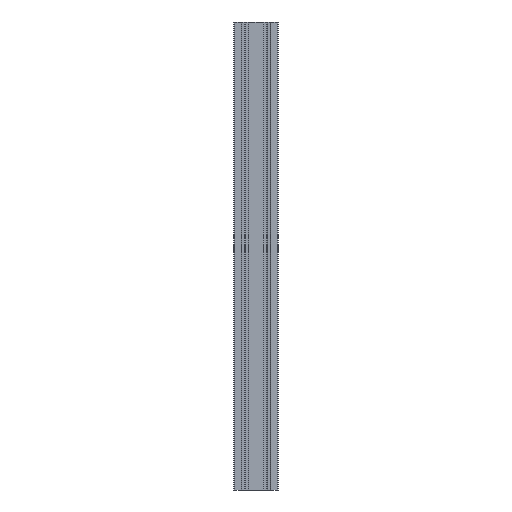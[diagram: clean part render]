
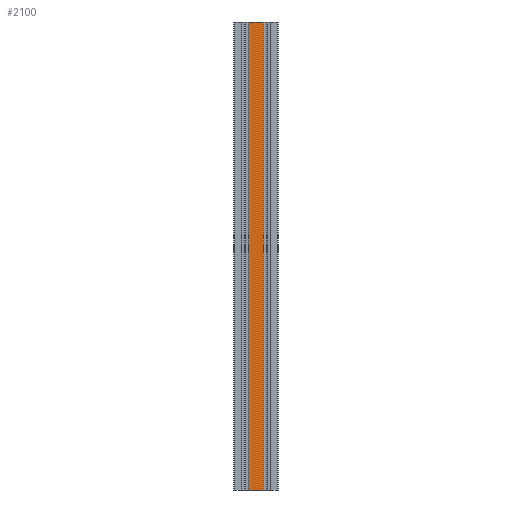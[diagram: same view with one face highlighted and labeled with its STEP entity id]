
A CAD part, left-side view. The second image highlights one B-rep face of the part: STEP entity #2100.
In plain terms, the highlighted planar face has unit normal (-1, 0, 0).
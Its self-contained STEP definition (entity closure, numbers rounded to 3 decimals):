
#7 = VERTEX_POINT ( 'NONE', #2092 ) ;
#387 = CARTESIAN_POINT ( 'NONE',  ( -10., 6.7, -420. ) ) ;
#388 = EDGE_CURVE ( 'NONE', #7, #3514, #2668, .T. ) ;
#396 = DIRECTION ( 'NONE',  ( 0., -1., 0. ) ) ;
#415 = ORIENTED_EDGE ( 'NONE', *, *, #388, .F. ) ;
#514 = ORIENTED_EDGE ( 'NONE', *, *, #3482, .F. ) ;
#694 = DIRECTION ( 'NONE',  ( 0., -1., 0. ) ) ;
#696 = VECTOR ( 'NONE', #694, 1000. ) ;
#721 = DIRECTION ( 'NONE',  ( 0., 0., 1. ) ) ;
#852 = VECTOR ( 'NONE', #2293, 1000. ) ;
#981 = CARTESIAN_POINT ( 'NONE',  ( -10., 6.7, 0. ) ) ;
#1032 = CARTESIAN_POINT ( 'NONE',  ( -10., 6.7, -420. ) ) ;
#1036 = PLANE ( 'NONE',  #1438 ) ;
#1057 = EDGE_LOOP ( 'NONE', ( #415, #514, #2205, #3056 ) ) ;
#1093 = DIRECTION ( 'NONE',  ( 0., 0., 1. ) ) ;
#1247 = VERTEX_POINT ( 'NONE', #4097 ) ;
#1418 = CARTESIAN_POINT ( 'NONE',  ( -10., 6.7, -420. ) ) ;
#1438 = AXIS2_PLACEMENT_3D ( 'NONE', #387, #3640, #721 ) ;
#1520 = CARTESIAN_POINT ( 'NONE',  ( -10., -6.7, -420. ) ) ;
#1540 = EDGE_CURVE ( 'NONE', #3613, #3514, #1782, .T. ) ;
#1782 = LINE ( 'NONE', #2610, #852 ) ;
#2092 = CARTESIAN_POINT ( 'NONE',  ( -10., 6.7, 0. ) ) ;
#2100 = ADVANCED_FACE ( 'NONE', ( #2577 ), #1036, .T. ) ;
#2205 = ORIENTED_EDGE ( 'NONE', *, *, #3892, .T. ) ;
#2293 = DIRECTION ( 'NONE',  ( 0., 0., 1. ) ) ;
#2577 = FACE_OUTER_BOUND ( 'NONE', #1057, .T. ) ;
#2610 = CARTESIAN_POINT ( 'NONE',  ( -10., -6.7, -420. ) ) ;
#2668 = LINE ( 'NONE', #981, #696 ) ;
#3055 = VECTOR ( 'NONE', #1093, 1000. ) ;
#3056 = ORIENTED_EDGE ( 'NONE', *, *, #1540, .T. ) ;
#3192 = LINE ( 'NONE', #1032, #3697 ) ;
#3482 = EDGE_CURVE ( 'NONE', #1247, #7, #3902, .T. ) ;
#3514 = VERTEX_POINT ( 'NONE', #3700 ) ;
#3613 = VERTEX_POINT ( 'NONE', #1520 ) ;
#3640 = DIRECTION ( 'NONE',  ( -1., 0., 0. ) ) ;
#3697 = VECTOR ( 'NONE', #396, 1000. ) ;
#3700 = CARTESIAN_POINT ( 'NONE',  ( -10., -6.7, 0. ) ) ;
#3892 = EDGE_CURVE ( 'NONE', #1247, #3613, #3192, .T. ) ;
#3902 = LINE ( 'NONE', #1418, #3055 ) ;
#4097 = CARTESIAN_POINT ( 'NONE',  ( -10., 6.7, -420. ) ) ;
